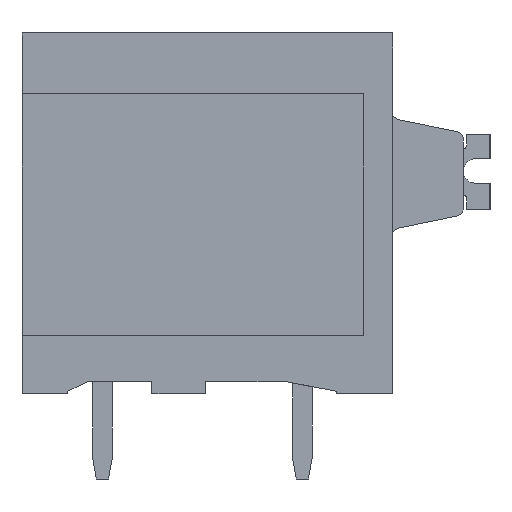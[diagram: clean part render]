
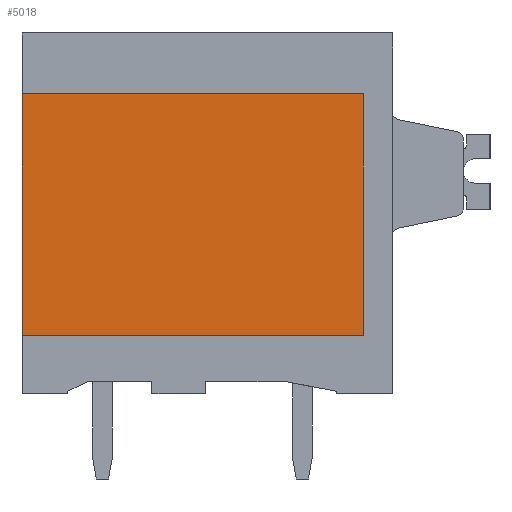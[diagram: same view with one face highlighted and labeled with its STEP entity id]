
A CAD part, left-side view. The second image highlights one B-rep face of the part: STEP entity #5018.
In plain terms, the highlighted planar face has unit normal (-1, 0, 0).
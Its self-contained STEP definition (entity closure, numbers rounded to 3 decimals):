
#4998=AXIS2_PLACEMENT_3D('Plane Axis2P3D',#4995,#4996,#4997) ;
#951=CARTESIAN_POINT('Vertex',(1.1,19.2,5.9)) ;
#954=CARTESIAN_POINT('Line Origine',(1.1,19.2,10.85)) ;
#958=CARTESIAN_POINT('Vertex',(1.1,19.2,15.8)) ;
#4979=CARTESIAN_POINT('Vertex',(1.1,5.2,5.9)) ;
#4982=CARTESIAN_POINT('Line Origine',(1.1,12.2,5.9)) ;
#4995=CARTESIAN_POINT('Axis2P3D Location',(1.1,0.,0.)) ;
#5000=CARTESIAN_POINT('Line Origine',(1.1,5.2,10.85)) ;
#5004=CARTESIAN_POINT('Vertex',(1.1,5.2,15.8)) ;
#5007=CARTESIAN_POINT('Line Origine',(1.1,12.2,15.8)) ;
#955=DIRECTION('Vector Direction',(0.,0.,1.)) ;
#4983=DIRECTION('Vector Direction',(0.,1.,0.)) ;
#4996=DIRECTION('Axis2P3D Direction',(-1.,0.,0.)) ;
#4997=DIRECTION('Axis2P3D XDirection',(0.,-1.,0.)) ;
#5001=DIRECTION('Vector Direction',(0.,0.,1.)) ;
#5008=DIRECTION('Vector Direction',(0.,1.,0.)) ;
#956=VECTOR('Line Direction',#955,1.) ;
#4984=VECTOR('Line Direction',#4983,1.) ;
#5002=VECTOR('Line Direction',#5001,1.) ;
#5009=VECTOR('Line Direction',#5008,1.) ;
#5013=ORIENTED_EDGE('',*,*,#4986,.F.) ;
#5014=ORIENTED_EDGE('',*,*,#5006,.T.) ;
#5015=ORIENTED_EDGE('',*,*,#5011,.T.) ;
#5016=ORIENTED_EDGE('',*,*,#960,.F.) ;
#5018=ADVANCED_FACE('_LMF 5.08/22/90 3.5SN OR BX 1330930000',(#5017),#4999,.T.) ;
#960=EDGE_CURVE('',#952,#959,#957,.T.) ;
#4986=EDGE_CURVE('',#4980,#952,#4985,.T.) ;
#5006=EDGE_CURVE('',#4980,#5005,#5003,.T.) ;
#5011=EDGE_CURVE('',#5005,#959,#5010,.T.) ;
#5012=EDGE_LOOP('',(#5013,#5014,#5015,#5016)) ;
#5017=FACE_OUTER_BOUND('',#5012,.T.) ;
#957=LINE('Line',#954,#956) ;
#4985=LINE('Line',#4982,#4984) ;
#5003=LINE('Line',#5000,#5002) ;
#5010=LINE('Line',#5007,#5009) ;
#4999=PLANE('',#4998) ;
#952=VERTEX_POINT('',#951) ;
#959=VERTEX_POINT('',#958) ;
#4980=VERTEX_POINT('',#4979) ;
#5005=VERTEX_POINT('',#5004) ;
